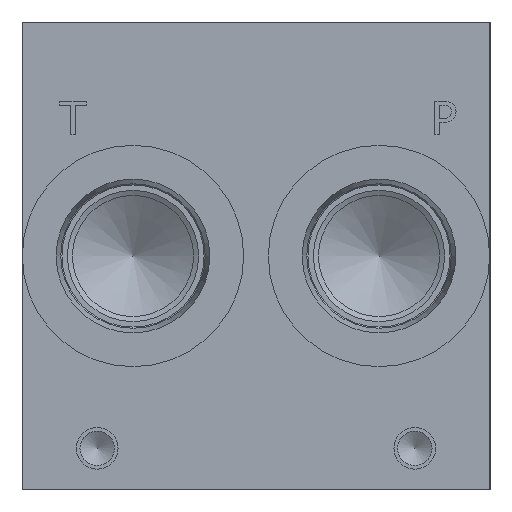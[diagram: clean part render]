
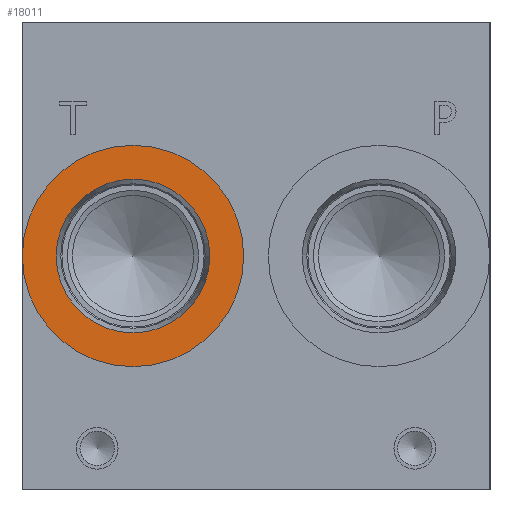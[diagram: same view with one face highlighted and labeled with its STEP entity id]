
A CAD part, left-side view. The second image highlights one B-rep face of the part: STEP entity #18011.
In plain terms, the highlighted planar face has unit normal (-1, 0, 0).
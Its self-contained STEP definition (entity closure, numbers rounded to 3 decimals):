
#741=CIRCLE('',#19029,21.019);
#742=CIRCLE('',#19030,21.019);
#743=CIRCLE('',#19032,14.592);
#744=CIRCLE('',#19033,14.592);
#1544=FACE_BOUND('',#3443,.T.);
#2383=FACE_OUTER_BOUND('',#3442,.T.);
#3442=EDGE_LOOP('',(#15234,#15235));
#3443=EDGE_LOOP('',(#15236,#15237));
#8255=VERTEX_POINT('',#30660);
#8256=VERTEX_POINT('',#30662);
#8257=VERTEX_POINT('',#30666);
#8258=VERTEX_POINT('',#30667);
#10674=EDGE_CURVE('',#8255,#8256,#741,.T.);
#10675=EDGE_CURVE('',#8256,#8255,#742,.T.);
#10676=EDGE_CURVE('',#8257,#8258,#743,.T.);
#10677=EDGE_CURVE('',#8258,#8257,#744,.T.);
#15234=ORIENTED_EDGE('',*,*,#10675,.F.);
#15235=ORIENTED_EDGE('',*,*,#10674,.F.);
#15236=ORIENTED_EDGE('',*,*,#10676,.T.);
#15237=ORIENTED_EDGE('',*,*,#10677,.T.);
#16592=PLANE('',#19031);
#18011=ADVANCED_FACE('',(#2383,#1544),#16592,.F.);
#19029=AXIS2_PLACEMENT_3D('',#30663,#22559,#22560);
#19030=AXIS2_PLACEMENT_3D('',#30664,#22561,#22562);
#19031=AXIS2_PLACEMENT_3D('',#30665,#22563,#22564);
#19032=AXIS2_PLACEMENT_3D('',#30668,#22565,#22566);
#19033=AXIS2_PLACEMENT_3D('',#30669,#22567,#22568);
#22559=DIRECTION('center_axis',(1.,0.,0.));
#22560=DIRECTION('ref_axis',(0.,0.,-1.));
#22561=DIRECTION('center_axis',(1.,0.,0.));
#22562=DIRECTION('ref_axis',(0.,0.,-1.));
#22563=DIRECTION('center_axis',(1.,0.,0.));
#22564=DIRECTION('ref_axis',(0.,0.,-1.));
#22565=DIRECTION('center_axis',(1.,0.,0.));
#22566=DIRECTION('ref_axis',(0.,0.,-1.));
#22567=DIRECTION('center_axis',(1.,0.,0.));
#22568=DIRECTION('ref_axis',(0.,0.,-1.));
#30660=CARTESIAN_POINT('',(0.787,67.818,23.432));
#30662=CARTESIAN_POINT('',(0.787,67.818,65.469));
#30663=CARTESIAN_POINT('Origin',(0.787,67.818,44.45));
#30664=CARTESIAN_POINT('Origin',(0.787,67.818,44.45));
#30665=CARTESIAN_POINT('Origin',(0.787,67.818,59.042));
#30666=CARTESIAN_POINT('',(0.787,67.818,59.042));
#30667=CARTESIAN_POINT('',(0.787,67.818,29.858));
#30668=CARTESIAN_POINT('Origin',(0.787,67.818,44.45));
#30669=CARTESIAN_POINT('Origin',(0.787,67.818,44.45));
